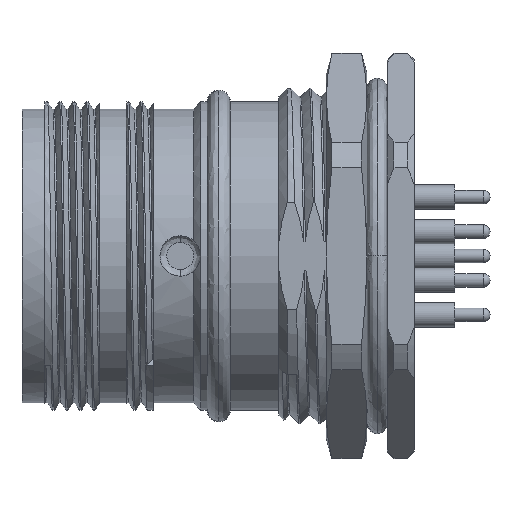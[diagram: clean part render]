
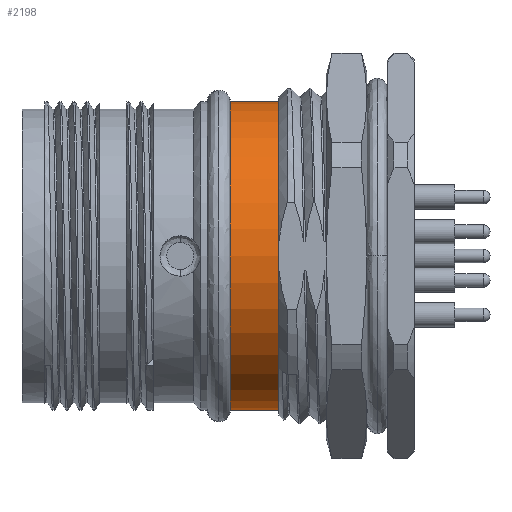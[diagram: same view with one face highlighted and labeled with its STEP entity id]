
A CAD part, left-side view. The second image highlights one B-rep face of the part: STEP entity #2198.
In plain terms, the highlighted cylindrical face has radius 11.4 mm (diameter 22.8 mm), a partial arc.
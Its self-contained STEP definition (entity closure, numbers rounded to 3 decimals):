
#1374 = VECTOR ( 'NONE', #6976, 1000. ) ;
#2198 = ADVANCED_FACE ( 'NONE', ( #3482 ), #5415, .T. ) ;
#2675 = DIRECTION ( 'NONE',  ( 0., -1., 0. ) ) ;
#3044 = DIRECTION ( 'NONE',  ( 0., -1., 0. ) ) ;
#3073 = VERTEX_POINT ( 'NONE', #5457 ) ;
#3213 = VERTEX_POINT ( 'NONE', #6486 ) ;
#3382 = EDGE_CURVE ( 'NONE', #4358, #9261, #3887, .T. ) ;
#3482 = FACE_OUTER_BOUND ( 'NONE', #8598, .T. ) ;
#3887 = LINE ( 'NONE', #6018, #1374 ) ;
#4308 = AXIS2_PLACEMENT_3D ( 'NONE', #10475, #4793, #11426 ) ;
#4358 = VERTEX_POINT ( 'NONE', #6413 ) ;
#4647 = AXIS2_PLACEMENT_3D ( 'NONE', #6439, #10194, #12098 ) ;
#4793 = DIRECTION ( 'NONE',  ( 0., -1., 0. ) ) ;
#5415 = CYLINDRICAL_SURFACE ( 'NONE', #4647, 11.4 ) ;
#5457 = CARTESIAN_POINT ( 'NONE',  ( -5.545, 11.778, -11.4 ) ) ;
#6018 = CARTESIAN_POINT ( 'NONE',  ( -5.545, 1.278, 11.4 ) ) ;
#6413 = CARTESIAN_POINT ( 'NONE',  ( -5.545, 15.378, 11.4 ) ) ;
#6439 = CARTESIAN_POINT ( 'NONE',  ( -5.545, 1.278, 0. ) ) ;
#6486 = CARTESIAN_POINT ( 'NONE',  ( -5.545, 15.378, -11.4 ) ) ;
#6739 = LINE ( 'NONE', #6855, #11791 ) ;
#6855 = CARTESIAN_POINT ( 'NONE',  ( -5.545, 1.278, -11.4 ) ) ;
#6976 = DIRECTION ( 'NONE',  ( 0., -1., 0. ) ) ;
#7004 = ORIENTED_EDGE ( 'NONE', *, *, #8414, .T. ) ;
#8119 = AXIS2_PLACEMENT_3D ( 'NONE', #8347, #2675, #9289 ) ;
#8347 = CARTESIAN_POINT ( 'NONE',  ( -5.545, 11.778, 0. ) ) ;
#8414 = EDGE_CURVE ( 'NONE', #3213, #3073, #6739, .T. ) ;
#8598 = EDGE_LOOP ( 'NONE', ( #9277, #11233, #7004, #11913 ) ) ;
#8635 = CIRCLE ( 'NONE', #4308, 11.4 ) ;
#9261 = VERTEX_POINT ( 'NONE', #9416 ) ;
#9275 = EDGE_CURVE ( 'NONE', #4358, #3213, #8635, .T. ) ;
#9277 = ORIENTED_EDGE ( 'NONE', *, *, #3382, .F. ) ;
#9289 = DIRECTION ( 'NONE',  ( 0., 0., -1. ) ) ;
#9416 = CARTESIAN_POINT ( 'NONE',  ( -5.545, 11.778, 11.4 ) ) ;
#9479 = EDGE_CURVE ( 'NONE', #9261, #3073, #10285, .T. ) ;
#10194 = DIRECTION ( 'NONE',  ( 0., -1., 0. ) ) ;
#10285 = CIRCLE ( 'NONE', #8119, 11.4 ) ;
#10475 = CARTESIAN_POINT ( 'NONE',  ( -5.545, 15.378, 0. ) ) ;
#11233 = ORIENTED_EDGE ( 'NONE', *, *, #9275, .T. ) ;
#11426 = DIRECTION ( 'NONE',  ( 0., 0., -1. ) ) ;
#11791 = VECTOR ( 'NONE', #3044, 1000. ) ;
#11913 = ORIENTED_EDGE ( 'NONE', *, *, #9479, .F. ) ;
#12098 = DIRECTION ( 'NONE',  ( 0., 0., -1. ) ) ;
